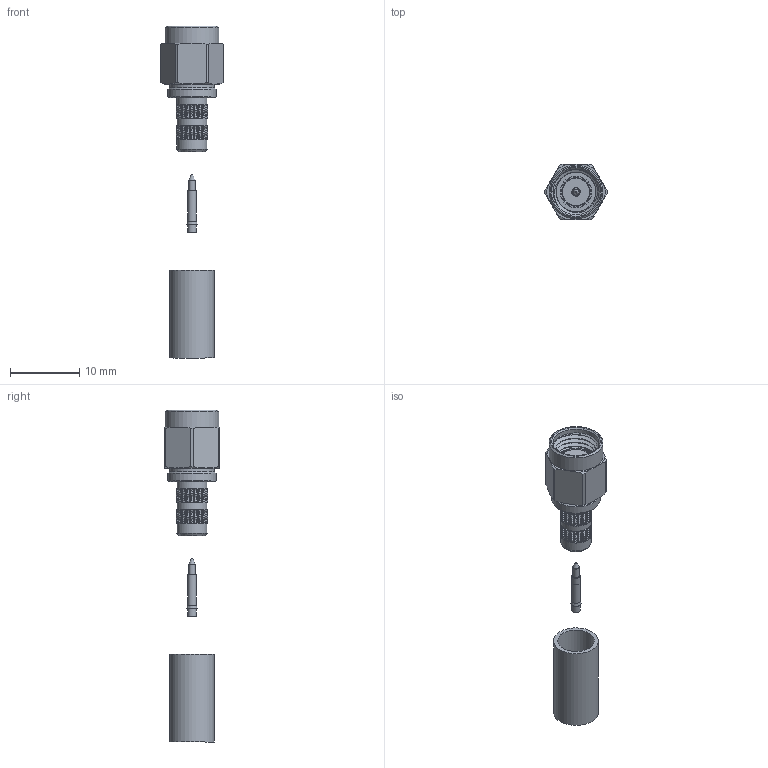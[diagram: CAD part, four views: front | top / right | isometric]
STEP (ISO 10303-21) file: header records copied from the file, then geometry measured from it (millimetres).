
FILE_DESCRIPTION(/* description */ ('Unknown'),/* implementation_level */ '2;1');
FILE_NAME(/* name */ '60346021210120',/* time_stamp */ '2022-04-06T09:23:10+02:00',/* author */ ('Unknown'),/* organization */ ('Unknown'),/* preprocessor_version */ 'ST-DEVELOPER v16.7',/* originating_system */ 'Solid Edge',/* authorisation */ 'Unknown');
FILE_SCHEMA (('AUTOMOTIVE_DESIGN {1 0 10303 214 3 1 1}'));
Products named in the file (9): 60346021210120; 60346021210120_Body; 60346021210120_ConnectorBody; 60346021210120_retainer ring; 60346021210120_gasket; 60346021210120_insulator; 60346021210120_shell; 60346021210120_ferrule; 60346021210120_CenterPin
Assembly tree (8 placements, depth 3):
  60346021210120
    60346021210120_Body
      60346021210120_ConnectorBody
      60346021210120_retainer ring
      60346021210120_gasket
      60346021210120_insulator
      60346021210120_shell
    60346021210120_ferrule
    60346021210120_CenterPin
Bounding box: 9.04 x 8 x 48.06 mm (x, y, z)
Volume: 561.3 mm3; surface area: 1839.1 mm2
Topology: 7 solids, 7 shells, 1659 faces, 3382 edges, 1748 vertices
Faces by surface type: bspline 1154, cylinder 346, plane 135, cone 14, torus 10
Full cylindrical faces by diameter (mm): 0.3 x1, 0.92 x1, 1.05 x1, 1.25 x1, 1.27 x2, 3 x1, 3.1 x1, 3.9 x1, 4 x1, 4.05 x1, 4.4 x3, 4.5 x1, 4.56 x1, 4.75 x1, 5.33 x1, 6 x1, 6.48 x1, 6.5 x2, 6.66 x6, 7 x2, 7.8 x1
Entity records: 60787 total; most frequent: CARTESIAN_POINT 39111, ORIENTED_EDGE 6618, EDGE_CURVE 3309, VERTEX_POINT 1724, FACE_BOUND 1723, EDGE_LOOP 1722, DIRECTION 1676, ADVANCED_FACE 1655
